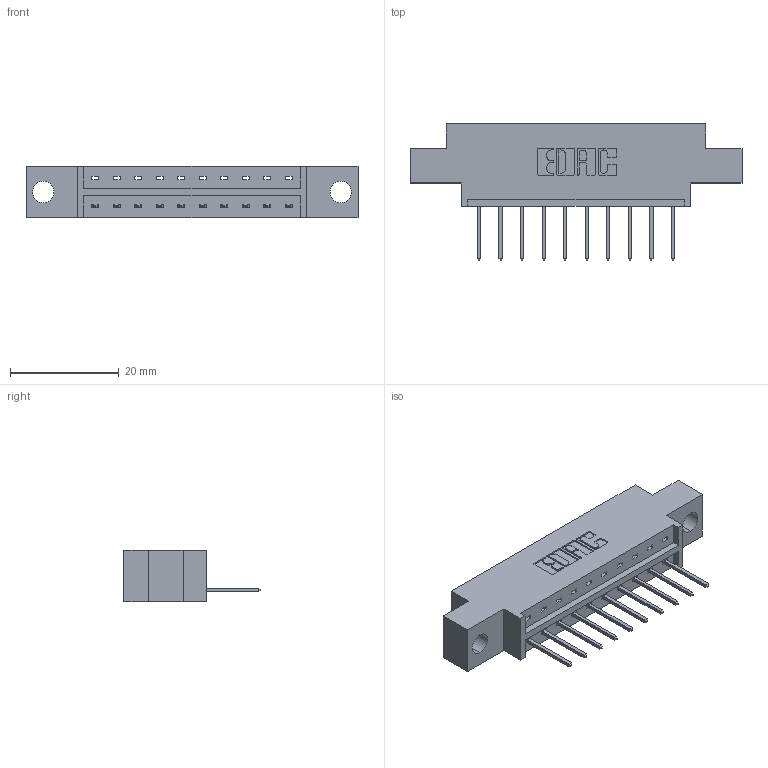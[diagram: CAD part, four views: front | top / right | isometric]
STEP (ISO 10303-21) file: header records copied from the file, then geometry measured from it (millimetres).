
FILE_DESCRIPTION (( 'STEP AP203' ), '1' );
FILE_NAME ('833-010-523-604.STEP', '2020-05-30T18:21:41', ( '' ), ( '' ), 'SwSTEP 2.0', 'SolidWorks 2020', '' );
FILE_SCHEMA (( 'CONFIG_CONTROL_DESIGN' ));
Length unit declared in the file: inch
Products named in the file (3): 345-292-001_345-293-123; 833 Part_Offset - .156 Dia - TH; 833-010-523-604
Assembly tree (11 placements, depth 2):
  833-010-523-604
    833 Part_Offset - .156 Dia - TH
    345-292-001_345-293-123  x10
Bounding box: 61.16 x 25.15 x 9.4 mm (x, y, z)
Volume: 5560 mm3; surface area: 5810 mm2
Topology: 11 solids, 11 shells, 698 faces, 2083 edges, 1374 vertices
Faces by surface type: plane 494, cylinder 204
Entity records: 10405 total; most frequent: CARTESIAN_POINT 1808, ORIENTED_EDGE 1754, DIRECTION 1589, EDGE_CURVE 877, VECTOR 749, LINE 749, VERTEX_POINT 582, AXIS2_PLACEMENT_3D 420
